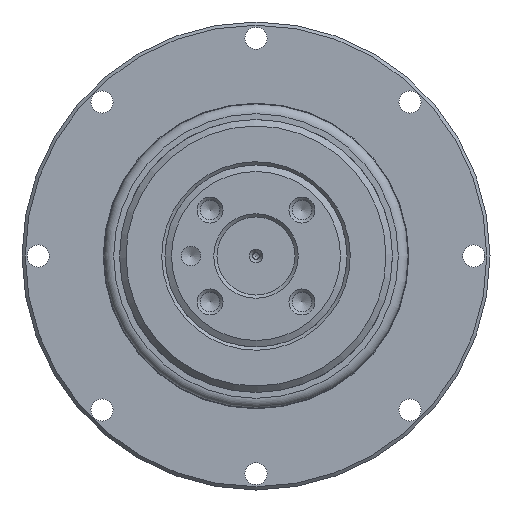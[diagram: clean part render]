
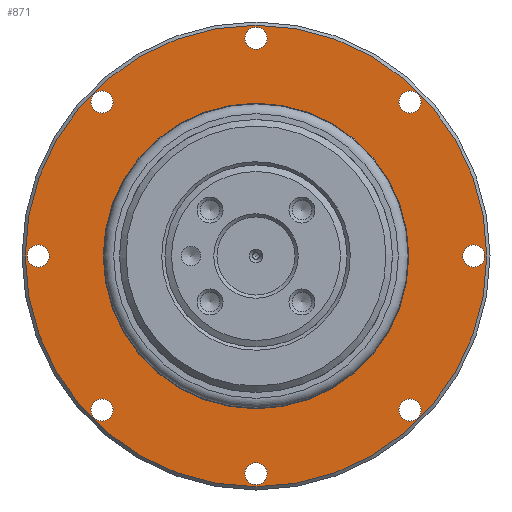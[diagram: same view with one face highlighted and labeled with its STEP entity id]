
A CAD part, left-side view. The second image highlights one B-rep face of the part: STEP entity #871.
In plain terms, the highlighted planar face has unit normal (-1, 0, 0).
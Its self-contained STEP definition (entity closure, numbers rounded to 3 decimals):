
#157=CARTESIAN_POINT('',(-16.,35.5,0.0));
#158=VERTEX_POINT('',#157);
#159=CARTESIAN_POINT('',(-16.,0.,0.0));
#160=DIRECTION('',(-1.0,0.0,0.0));
#161=DIRECTION('',(0.0,-1.0,0.0));
#162=AXIS2_PLACEMENT_3D('',#159,#160,#161);
#163=CIRCLE('',#162,35.5);
#164=EDGE_CURVE('',#158,#158,#163,.T.);
#241=CARTESIAN_POINT('',(-16.,25.388,-23.688));
#242=VERTEX_POINT('',#241);
#243=CARTESIAN_POINT('',(-16.,23.688,-23.688));
#244=DIRECTION('',(-1.0,0.0,0.0));
#245=DIRECTION('',(0.0,-1.0,0.0));
#246=AXIS2_PLACEMENT_3D('',#243,#244,#245);
#247=CIRCLE('',#246,1.7);
#248=EDGE_CURVE('',#242,#242,#247,.T.);
#269=CARTESIAN_POINT('',(-16.,1.7,-33.5));
#270=VERTEX_POINT('',#269);
#271=CARTESIAN_POINT('',(-16.,0.,-33.5));
#272=DIRECTION('',(-1.0,0.0,0.0));
#273=DIRECTION('',(0.0,-1.0,0.0));
#274=AXIS2_PLACEMENT_3D('',#271,#272,#273);
#275=CIRCLE('',#274,1.7);
#276=EDGE_CURVE('',#270,#270,#275,.T.);
#297=CARTESIAN_POINT('',(-16.,-21.988,-23.688));
#298=VERTEX_POINT('',#297);
#299=CARTESIAN_POINT('',(-16.,-23.688,-23.688));
#300=DIRECTION('',(-1.0,0.0,0.0));
#301=DIRECTION('',(0.0,-1.0,0.0));
#302=AXIS2_PLACEMENT_3D('',#299,#300,#301);
#303=CIRCLE('',#302,1.7);
#304=EDGE_CURVE('',#298,#298,#303,.T.);
#325=CARTESIAN_POINT('',(-16.,-31.8,0.0));
#326=VERTEX_POINT('',#325);
#327=CARTESIAN_POINT('',(-16.,-33.5,0.0));
#328=DIRECTION('',(-1.0,0.0,0.0));
#329=DIRECTION('',(0.0,-1.0,0.0));
#330=AXIS2_PLACEMENT_3D('',#327,#328,#329);
#331=CIRCLE('',#330,1.7);
#332=EDGE_CURVE('',#326,#326,#331,.T.);
#353=CARTESIAN_POINT('',(-16.,-21.988,23.688));
#354=VERTEX_POINT('',#353);
#355=CARTESIAN_POINT('',(-16.,-23.688,23.688));
#356=DIRECTION('',(-1.0,0.0,0.0));
#357=DIRECTION('',(0.0,-1.0,0.0));
#358=AXIS2_PLACEMENT_3D('',#355,#356,#357);
#359=CIRCLE('',#358,1.7);
#360=EDGE_CURVE('',#354,#354,#359,.T.);
#381=CARTESIAN_POINT('',(-16.,1.7,33.5));
#382=VERTEX_POINT('',#381);
#383=CARTESIAN_POINT('',(-16.,0.,33.5));
#384=DIRECTION('',(-1.0,0.0,0.0));
#385=DIRECTION('',(0.0,-1.0,0.0));
#386=AXIS2_PLACEMENT_3D('',#383,#384,#385);
#387=CIRCLE('',#386,1.7);
#388=EDGE_CURVE('',#382,#382,#387,.T.);
#409=CARTESIAN_POINT('',(-16.,25.388,23.688));
#410=VERTEX_POINT('',#409);
#411=CARTESIAN_POINT('',(-16.,23.688,23.688));
#412=DIRECTION('',(-1.0,0.0,0.0));
#413=DIRECTION('',(0.0,-1.0,0.0));
#414=AXIS2_PLACEMENT_3D('',#411,#412,#413);
#415=CIRCLE('',#414,1.7);
#416=EDGE_CURVE('',#410,#410,#415,.T.);
#437=CARTESIAN_POINT('',(-16.,35.2,0.0));
#438=VERTEX_POINT('',#437);
#439=CARTESIAN_POINT('',(-16.,33.5,0.0));
#440=DIRECTION('',(-1.0,0.0,0.0));
#441=DIRECTION('',(0.0,-1.0,0.0));
#442=AXIS2_PLACEMENT_3D('',#439,#440,#441);
#443=CIRCLE('',#442,1.7);
#444=EDGE_CURVE('',#438,#438,#443,.T.);
#752=CARTESIAN_POINT('',(-16.,23.5,0.0));
#753=VERTEX_POINT('',#752);
#754=CARTESIAN_POINT('',(-16.,0.,0.0));
#755=DIRECTION('',(1.0,0.0,0.0));
#756=DIRECTION('',(0.0,1.0,0.0));
#757=AXIS2_PLACEMENT_3D('',#754,#755,#756);
#758=CIRCLE('',#757,23.5);
#759=EDGE_CURVE('',#753,#753,#758,.T.);
#836=CARTESIAN_POINT('',(-16.,23.5,0.0));
#837=DIRECTION('',(-1.0,0.0,0.0));
#838=DIRECTION('',(0.0,0.0,1.0));
#839=AXIS2_PLACEMENT_3D('',#836,#837,#838);
#840=PLANE('',#839);
#841=ORIENTED_EDGE('',*,*,#164,.T.);
#842=EDGE_LOOP('',(#841));
#843=FACE_OUTER_BOUND('',#842,.T.);
#844=ORIENTED_EDGE('',*,*,#248,.F.);
#845=EDGE_LOOP('',(#844));
#846=FACE_BOUND('',#845,.T.);
#847=ORIENTED_EDGE('',*,*,#276,.F.);
#848=EDGE_LOOP('',(#847));
#849=FACE_BOUND('',#848,.T.);
#850=ORIENTED_EDGE('',*,*,#304,.F.);
#851=EDGE_LOOP('',(#850));
#852=FACE_BOUND('',#851,.T.);
#853=ORIENTED_EDGE('',*,*,#332,.F.);
#854=EDGE_LOOP('',(#853));
#855=FACE_BOUND('',#854,.T.);
#856=ORIENTED_EDGE('',*,*,#360,.F.);
#857=EDGE_LOOP('',(#856));
#858=FACE_BOUND('',#857,.T.);
#859=ORIENTED_EDGE('',*,*,#388,.F.);
#860=EDGE_LOOP('',(#859));
#861=FACE_BOUND('',#860,.T.);
#862=ORIENTED_EDGE('',*,*,#416,.F.);
#863=EDGE_LOOP('',(#862));
#864=FACE_BOUND('',#863,.T.);
#865=ORIENTED_EDGE('',*,*,#444,.F.);
#866=EDGE_LOOP('',(#865));
#867=FACE_BOUND('',#866,.T.);
#868=ORIENTED_EDGE('',*,*,#759,.T.);
#869=EDGE_LOOP('',(#868));
#870=FACE_BOUND('',#869,.T.);
#871=ADVANCED_FACE('',(#843,#846,#849,#852,#855,#858,#861,#864,#867,#870),#840,.T.);
